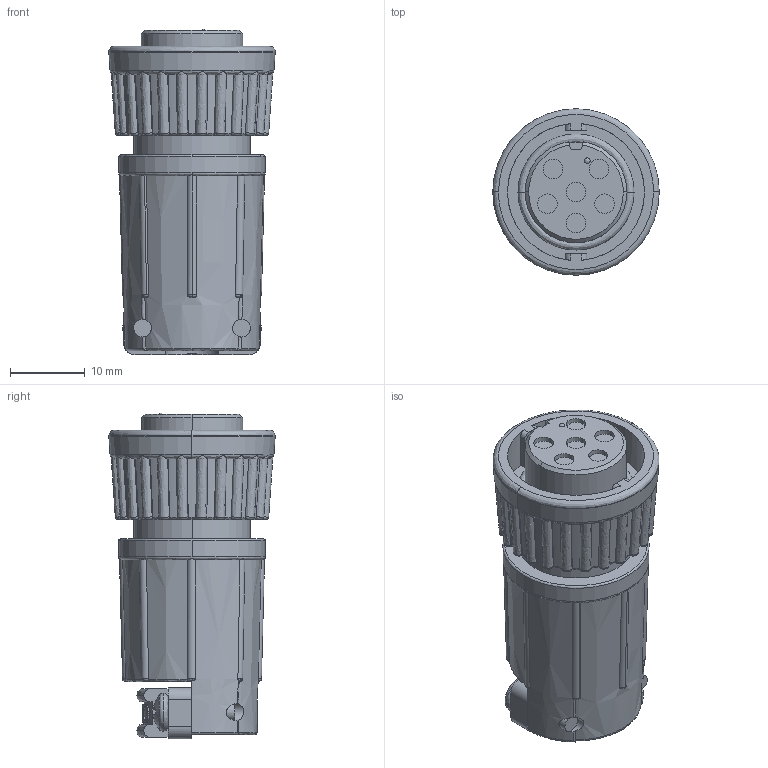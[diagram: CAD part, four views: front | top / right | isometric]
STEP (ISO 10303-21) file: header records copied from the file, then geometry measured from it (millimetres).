
FILE_DESCRIPTION (( 'STEP AP203' ), '1' );
FILE_NAME ('3382-6SG-518.STEP', '2014-05-27T13:53:13', ( '' ), ( '' ), 'SwSTEP 2.0', 'SolidWorks 2014', '' );
FILE_SCHEMA (( 'CONFIG_CONTROL_DESIGN' ));
Length unit declared in the file: inch
Products named in the file (1): 3382-6SG-518
Bounding box: 22.23 x 22.23 x 43.49 mm (x, y, z)
Volume: 10391.3 mm3; surface area: 4715 mm2
Topology: 1 solids, 1 shells, 414 faces, 1157 edges, 761 vertices
Faces by surface type: bspline 173, plane 139, cylinder 62, cone 40
Entity records: 19647 total; most frequent: CARTESIAN_POINT 10774, ORIENTED_EDGE 2310, DIRECTION 1269, EDGE_CURVE 1155, VERTEX_POINT 761, AXIS2_PLACEMENT_3D 504, B_SPLINE_CURVE_WITH_KNOTS 470, EDGE_LOOP 434
